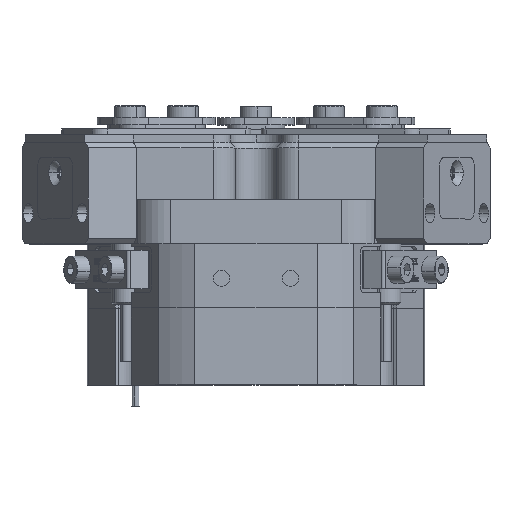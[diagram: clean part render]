
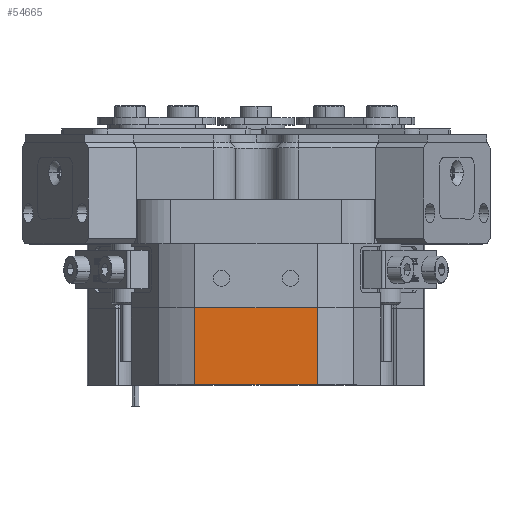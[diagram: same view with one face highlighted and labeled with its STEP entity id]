
A CAD part, top view. The second image highlights one B-rep face of the part: STEP entity #54665.
In plain terms, the highlighted planar face has unit normal (0, 0, 1).
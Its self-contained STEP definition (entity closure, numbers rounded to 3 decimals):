
#3278 = CARTESIAN_POINT ( 'NONE',  ( -15.969, 0., 41. ) ) ;
#4327 = DIRECTION ( 'NONE',  ( 1., 0., 0. ) ) ;
#6932 = LINE ( 'NONE', #39977, #52388 ) ;
#10868 = EDGE_CURVE ( 'NONE', #36746, #57868, #50538, .T. ) ;
#13459 = EDGE_LOOP ( 'NONE', ( #22860, #39390, #43607, #44013 ) ) ;
#14352 = FACE_OUTER_BOUND ( 'NONE', #13459, .T. ) ;
#15277 = PLANE ( 'NONE',  #50870 ) ;
#15547 = DIRECTION ( 'NONE',  ( 1., 0., 0. ) ) ;
#16469 = CARTESIAN_POINT ( 'NONE',  ( -15.969, 20.1, 41. ) ) ;
#18617 = VECTOR ( 'NONE', #34046, 1000. ) ;
#20224 = VERTEX_POINT ( 'NONE', #3278 ) ;
#20977 = CARTESIAN_POINT ( 'NONE',  ( -71.014, 20.1, 41. ) ) ;
#20999 = CARTESIAN_POINT ( 'NONE',  ( 15.969, 0., 41. ) ) ;
#22860 = ORIENTED_EDGE ( 'NONE', *, *, #34181, .T. ) ;
#23594 = CARTESIAN_POINT ( 'NONE',  ( 15.969, 20.1, 41. ) ) ;
#25976 = DIRECTION ( 'NONE',  ( 1., 0., 0. ) ) ;
#31696 = DIRECTION ( 'NONE',  ( 0., -1., 0. ) ) ;
#33216 = CARTESIAN_POINT ( 'NONE',  ( 15.969, 20.1, 41. ) ) ;
#34046 = DIRECTION ( 'NONE',  ( 0., 1., 0. ) ) ;
#34181 = EDGE_CURVE ( 'NONE', #36746, #20224, #47381, .T. ) ;
#35098 = CARTESIAN_POINT ( 'NONE',  ( -15.969, 20.1, 41. ) ) ;
#36746 = VERTEX_POINT ( 'NONE', #35098 ) ;
#39390 = ORIENTED_EDGE ( 'NONE', *, *, #57055, .T. ) ;
#39977 = CARTESIAN_POINT ( 'NONE',  ( 0., 0., 41. ) ) ;
#40908 = EDGE_CURVE ( 'NONE', #55994, #57868, #67449, .T. ) ;
#42495 = VECTOR ( 'NONE', #31696, 1000. ) ;
#43607 = ORIENTED_EDGE ( 'NONE', *, *, #40908, .T. ) ;
#43978 = VECTOR ( 'NONE', #15547, 1000. ) ;
#44013 = ORIENTED_EDGE ( 'NONE', *, *, #10868, .F. ) ;
#47381 = LINE ( 'NONE', #16469, #42495 ) ;
#50538 = LINE ( 'NONE', #20977, #43978 ) ;
#50870 = AXIS2_PLACEMENT_3D ( 'NONE', #61456, #52093, #25976 ) ;
#52093 = DIRECTION ( 'NONE',  ( 0., 0., 1. ) ) ;
#52388 = VECTOR ( 'NONE', #4327, 1000. ) ;
#54665 = ADVANCED_FACE ( 'NONE', ( #14352 ), #15277, .T. ) ;
#55994 = VERTEX_POINT ( 'NONE', #20999 ) ;
#57055 = EDGE_CURVE ( 'NONE', #20224, #55994, #6932, .T. ) ;
#57868 = VERTEX_POINT ( 'NONE', #33216 ) ;
#61456 = CARTESIAN_POINT ( 'NONE',  ( -71.014, 0., 41. ) ) ;
#67449 = LINE ( 'NONE', #23594, #18617 ) ;
